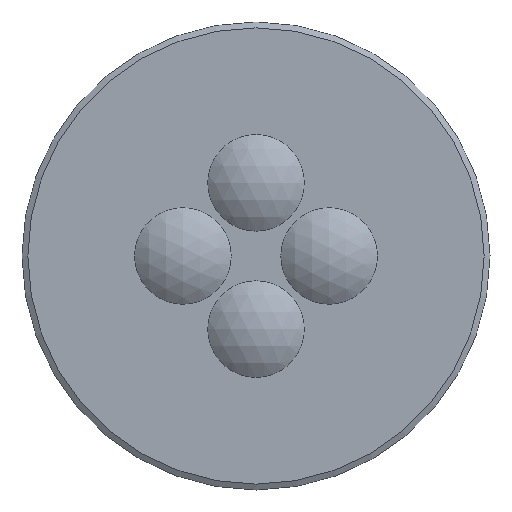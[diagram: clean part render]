
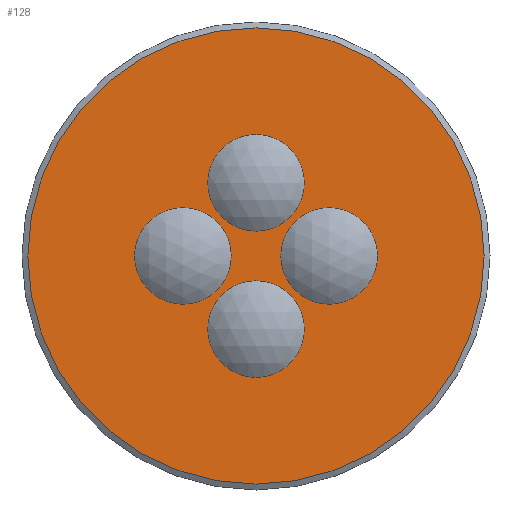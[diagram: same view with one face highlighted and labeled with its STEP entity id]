
A CAD part, left-side view. The second image highlights one B-rep face of the part: STEP entity #128.
In plain terms, the highlighted planar face has unit normal (-1, 0, 0).
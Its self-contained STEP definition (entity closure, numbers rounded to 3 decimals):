
#68=CARTESIAN_POINT('',(-8.,39.0,0.0));
#69=DIRECTION('',(-1.0,0.0,0.0));
#70=DIRECTION('',(0.0,0.0,1.0));
#71=AXIS2_PLACEMENT_3D('',#68,#69,#70);
#72=PLANE('',#71);
#73=CARTESIAN_POINT('',(-8.,78.0,0.0));
#74=VERTEX_POINT('',#73);
#75=CARTESIAN_POINT('',(-8.,0.0,0.0));
#76=DIRECTION('',(1.0,0.0,0.0));
#77=DIRECTION('',(0.0,1.0,0.0));
#78=AXIS2_PLACEMENT_3D('',#75,#76,#77);
#79=CIRCLE('',#78,78.0);
#80=EDGE_CURVE('',#74,#74,#79,.T.);
#81=ORIENTED_EDGE('',*,*,#80,.F.);
#82=EDGE_LOOP('',(#81));
#83=FACE_OUTER_BOUND('',#82,.T.);
#84=CARTESIAN_POINT('',(-8.,41.5,0.));
#85=VERTEX_POINT('',#84);
#86=CARTESIAN_POINT('',(-8.,25.0,0.));
#87=DIRECTION('',(1.0,0.0,0.0));
#88=DIRECTION('',(0.0,0.0,-1.0));
#89=AXIS2_PLACEMENT_3D('',#86,#87,#88);
#90=CIRCLE('',#89,16.5);
#91=EDGE_CURVE('',#85,#85,#90,.T.);
#92=ORIENTED_EDGE('',*,*,#91,.T.);
#93=EDGE_LOOP('',(#92));
#94=FACE_BOUND('',#93,.T.);
#95=CARTESIAN_POINT('',(-8.,0.,-41.5));
#96=VERTEX_POINT('',#95);
#97=CARTESIAN_POINT('',(-8.,0.,-25.0));
#98=DIRECTION('',(1.0,0.0,0.0));
#99=DIRECTION('',(0.0,0.0,-1.0));
#100=AXIS2_PLACEMENT_3D('',#97,#98,#99);
#101=CIRCLE('',#100,16.5);
#102=EDGE_CURVE('',#96,#96,#101,.T.);
#103=ORIENTED_EDGE('',*,*,#102,.T.);
#104=EDGE_LOOP('',(#103));
#105=FACE_BOUND('',#104,.T.);
#106=CARTESIAN_POINT('',(-8.,0.0,8.5));
#107=VERTEX_POINT('',#106);
#108=CARTESIAN_POINT('',(-8.,0.0,25.0));
#109=DIRECTION('',(1.0,0.0,0.0));
#110=DIRECTION('',(0.0,0.0,-1.0));
#111=AXIS2_PLACEMENT_3D('',#108,#109,#110);
#112=CIRCLE('',#111,16.5);
#113=EDGE_CURVE('',#107,#107,#112,.T.);
#114=ORIENTED_EDGE('',*,*,#113,.T.);
#115=EDGE_LOOP('',(#114));
#116=FACE_BOUND('',#115,.T.);
#117=CARTESIAN_POINT('',(-8.,-41.5,0.));
#118=VERTEX_POINT('',#117);
#119=CARTESIAN_POINT('',(-8.,-25.0,0.));
#120=DIRECTION('',(1.0,0.0,0.0));
#121=DIRECTION('',(0.0,0.0,-1.0));
#122=AXIS2_PLACEMENT_3D('',#119,#120,#121);
#123=CIRCLE('',#122,16.5);
#124=EDGE_CURVE('',#118,#118,#123,.T.);
#125=ORIENTED_EDGE('',*,*,#124,.T.);
#126=EDGE_LOOP('',(#125));
#127=FACE_BOUND('',#126,.T.);
#128=ADVANCED_FACE('',(#83,#94,#105,#116,#127),#72,.T.);
